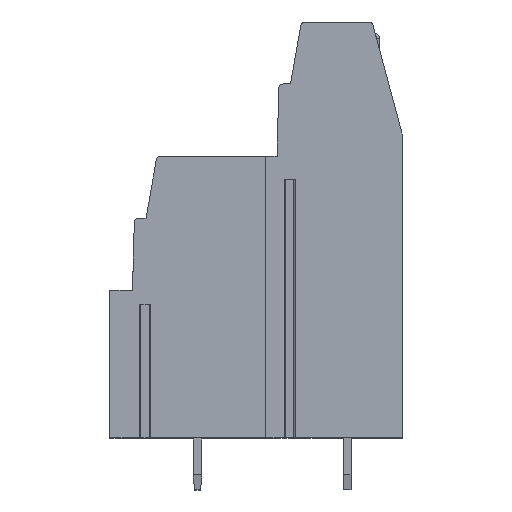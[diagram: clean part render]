
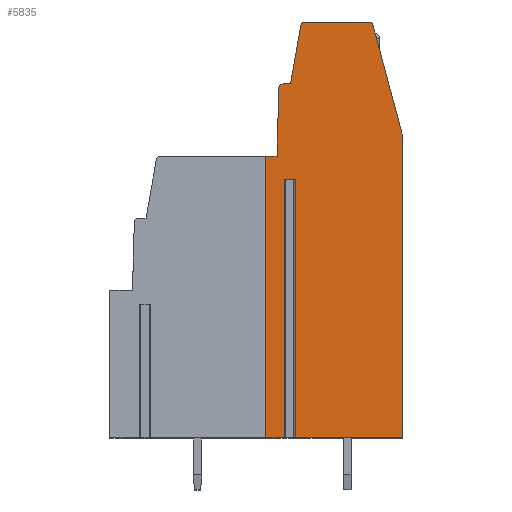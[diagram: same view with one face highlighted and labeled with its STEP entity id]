
A CAD part, top view. The second image highlights one B-rep face of the part: STEP entity #5835.
In plain terms, the highlighted planar face has unit normal (0, 0, 1).
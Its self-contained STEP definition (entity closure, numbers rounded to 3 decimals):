
#13=DIRECTION('',(-1.,0.,0.));
#14=VECTOR('',#13,0.743);
#15=CARTESIAN_POINT('',(1.908,2.65,17.78));
#16=LINE('',#15,#14);
#17=DIRECTION('',(0.,-1.,0.));
#18=VECTOR('',#17,17.55);
#19=CARTESIAN_POINT('',(1.165,2.65,17.78));
#20=LINE('',#19,#18);
#21=DIRECTION('',(1.,0.,0.));
#22=VECTOR('',#21,1.228);
#23=CARTESIAN_POINT('',(-0.063,-14.9,17.78));
#24=LINE('',#23,#22);
#25=DIRECTION('',(-1.,0.,0.));
#26=VECTOR('',#25,0.75);
#27=CARTESIAN_POINT('',(0.687,4.2,17.78));
#28=LINE('',#27,#26);
#29=DIRECTION('',(-0.026,-1.,0.));
#30=VECTOR('',#29,4.609);
#31=CARTESIAN_POINT('',(0.808,8.808,17.78));
#32=LINE('',#31,#30);
#33=CARTESIAN_POINT('',(1.108,8.8,17.78));
#34=DIRECTION('',(0.,0.,1.));
#35=DIRECTION('',(0.,1.,0.));
#36=AXIS2_PLACEMENT_3D('',#33,#34,#35);
#38=DIRECTION('',(-1.,0.,0.));
#39=VECTOR('',#38,0.497);
#40=CARTESIAN_POINT('',(1.605,9.1,17.78));
#41=LINE('',#40,#39);
#42=DIRECTION('',(-0.174,-0.985,0.));
#43=VECTOR('',#42,4.013);
#44=CARTESIAN_POINT('',(2.301,13.052,17.78));
#45=LINE('',#44,#43);
#46=CARTESIAN_POINT('',(2.597,13.,17.78));
#47=DIRECTION('',(0.,0.,1.));
#48=DIRECTION('',(0.,1.,0.));
#49=AXIS2_PLACEMENT_3D('',#46,#47,#48);
#51=DIRECTION('',(-1.,0.,0.));
#52=VECTOR('',#51,4.31);
#53=CARTESIAN_POINT('',(6.907,13.3,17.78));
#54=LINE('',#53,#52);
#55=CARTESIAN_POINT('',(6.907,13.,17.78));
#56=DIRECTION('',(0.,0.,1.));
#57=DIRECTION('',(0.966,0.259,0.));
#58=AXIS2_PLACEMENT_3D('',#55,#56,#57);
#60=CARTESIAN_POINT('',(8.187,5.518,17.78));
#61=DIRECTION('',(0.,0.,1.));
#62=DIRECTION('',(1.,0.,0.));
#63=AXIS2_PLACEMENT_3D('',#60,#61,#62);
#65=DIRECTION('',(0.,1.,0.));
#66=VECTOR('',#65,20.418);
#67=CARTESIAN_POINT('',(9.187,-14.9,17.78));
#68=LINE('',#67,#66);
#69=DIRECTION('',(1.,0.,0.));
#70=VECTOR('',#69,7.279);
#71=CARTESIAN_POINT('',(1.908,-14.9,17.78));
#72=LINE('',#71,#70);
#73=DIRECTION('',(0.,-1.,0.));
#74=VECTOR('',#73,17.55);
#75=CARTESIAN_POINT('',(1.908,2.65,17.78));
#76=LINE('',#75,#74);
#1184=DIRECTION('',(-0.259,0.966,0.));
#1185=VECTOR('',#1184,7.558);
#1186=CARTESIAN_POINT('',(9.153,5.777,17.78));
#1187=LINE('',#1186,#1185);
#2547=DIRECTION('',(0.,-1.,0.));
#2548=VECTOR('',#2547,19.1);
#2549=CARTESIAN_POINT('',(-0.063,4.2,17.78));
#2550=LINE('',#2549,#2548);
#4566=CARTESIAN_POINT('',(9.187,-14.9,17.78));
#4567=CARTESIAN_POINT('',(9.187,5.518,17.78));
#4568=VERTEX_POINT('',#4566);
#4569=VERTEX_POINT('',#4567);
#4570=CARTESIAN_POINT('',(9.153,5.777,17.78));
#4571=VERTEX_POINT('',#4570);
#4572=CARTESIAN_POINT('',(7.197,13.078,17.78));
#4573=CARTESIAN_POINT('',(6.907,13.3,17.78));
#4574=VERTEX_POINT('',#4572);
#4575=VERTEX_POINT('',#4573);
#4576=CARTESIAN_POINT('',(2.597,13.3,17.78));
#4577=VERTEX_POINT('',#4576);
#4578=CARTESIAN_POINT('',(2.301,13.052,17.78));
#4579=VERTEX_POINT('',#4578);
#4580=CARTESIAN_POINT('',(1.605,9.1,17.78));
#4581=VERTEX_POINT('',#4580);
#4582=CARTESIAN_POINT('',(1.108,9.1,17.78));
#4583=VERTEX_POINT('',#4582);
#4584=CARTESIAN_POINT('',(0.808,8.808,17.78));
#4585=VERTEX_POINT('',#4584);
#4586=CARTESIAN_POINT('',(0.687,4.2,17.78));
#4587=VERTEX_POINT('',#4586);
#4630=CARTESIAN_POINT('',(-0.063,-14.9,17.78));
#4632=VERTEX_POINT('',#4630);
#4638=CARTESIAN_POINT('',(-0.063,4.2,17.78));
#4639=VERTEX_POINT('',#4638);
#4714=CARTESIAN_POINT('',(1.908,2.65,17.78));
#4715=CARTESIAN_POINT('',(1.165,2.65,17.78));
#4716=VERTEX_POINT('',#4714);
#4717=VERTEX_POINT('',#4715);
#4718=CARTESIAN_POINT('',(1.908,-14.9,17.78));
#4719=VERTEX_POINT('',#4718);
#4720=CARTESIAN_POINT('',(1.165,-14.9,17.78));
#4721=VERTEX_POINT('',#4720);
#5794=CARTESIAN_POINT('',(0.,0.,17.78));
#5795=DIRECTION('',(0.,0.,1.));
#5796=DIRECTION('',(1.,0.,0.));
#5797=AXIS2_PLACEMENT_3D('',#5794,#5795,#5796);
#5798=PLANE('',#5797);
#5800=ORIENTED_EDGE('',*,*,#5799,.T.);
#5802=ORIENTED_EDGE('',*,*,#5801,.T.);
#5804=ORIENTED_EDGE('',*,*,#5803,.F.);
#5806=ORIENTED_EDGE('',*,*,#5805,.F.);
#5808=ORIENTED_EDGE('',*,*,#5807,.F.);
#5810=ORIENTED_EDGE('',*,*,#5809,.F.);
#5812=ORIENTED_EDGE('',*,*,#5811,.F.);
#5814=ORIENTED_EDGE('',*,*,#5813,.F.);
#5816=ORIENTED_EDGE('',*,*,#5815,.F.);
#5818=ORIENTED_EDGE('',*,*,#5817,.F.);
#5820=ORIENTED_EDGE('',*,*,#5819,.F.);
#5822=ORIENTED_EDGE('',*,*,#5821,.F.);
#5824=ORIENTED_EDGE('',*,*,#5823,.F.);
#5826=ORIENTED_EDGE('',*,*,#5825,.F.);
#5828=ORIENTED_EDGE('',*,*,#5827,.F.);
#5830=ORIENTED_EDGE('',*,*,#5829,.F.);
#5832=ORIENTED_EDGE('',*,*,#5831,.F.);
#5833=EDGE_LOOP('',(#5800,#5802,#5804,#5806,#5808,#5810,#5812,#5814,#5816,#5818,
#5820,#5822,#5824,#5826,#5828,#5830,#5832));
#5834=FACE_OUTER_BOUND('',#5833,.F.);
#37=CIRCLE('',#36,0.3);
#50=CIRCLE('',#49,0.3);
#59=CIRCLE('',#58,0.3);
#64=CIRCLE('',#63,1.);
#5799=EDGE_CURVE('',#4716,#4717,#16,.T.);
#5801=EDGE_CURVE('',#4717,#4721,#20,.T.);
#5803=EDGE_CURVE('',#4632,#4721,#24,.T.);
#5805=EDGE_CURVE('',#4639,#4632,#2550,.T.);
#5807=EDGE_CURVE('',#4587,#4639,#28,.T.);
#5809=EDGE_CURVE('',#4585,#4587,#32,.T.);
#5811=EDGE_CURVE('',#4583,#4585,#37,.T.);
#5813=EDGE_CURVE('',#4581,#4583,#41,.T.);
#5815=EDGE_CURVE('',#4579,#4581,#45,.T.);
#5817=EDGE_CURVE('',#4577,#4579,#50,.T.);
#5819=EDGE_CURVE('',#4575,#4577,#54,.T.);
#5821=EDGE_CURVE('',#4574,#4575,#59,.T.);
#5823=EDGE_CURVE('',#4571,#4574,#1187,.T.);
#5825=EDGE_CURVE('',#4569,#4571,#64,.T.);
#5827=EDGE_CURVE('',#4568,#4569,#68,.T.);
#5829=EDGE_CURVE('',#4719,#4568,#72,.T.);
#5831=EDGE_CURVE('',#4716,#4719,#76,.T.);
#5835=ADVANCED_FACE('',(#5834),#5798,.T.);
